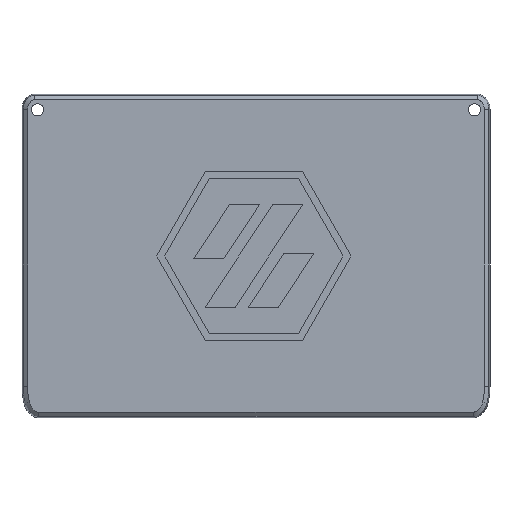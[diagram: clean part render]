
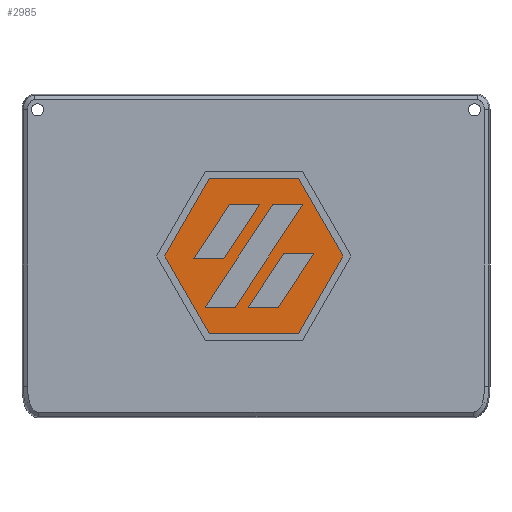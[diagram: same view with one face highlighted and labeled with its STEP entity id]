
A CAD part, left-side view. The second image highlights one B-rep face of the part: STEP entity #2985.
In plain terms, the highlighted planar face has unit normal (-1, 0, 0).
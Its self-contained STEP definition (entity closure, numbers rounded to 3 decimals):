
#209=FACE_BOUND('',#397,.T.);
#210=FACE_BOUND('',#398,.T.);
#211=FACE_BOUND('',#399,.T.);
#219=FACE_OUTER_BOUND('',#396,.T.);
#396=EDGE_LOOP('',(#1974,#1975,#1976,#1977,#1978,#1979));
#397=EDGE_LOOP('',(#1980,#1981,#1982,#1983));
#398=EDGE_LOOP('',(#1984,#1985,#1986,#1987));
#399=EDGE_LOOP('',(#1988,#1989,#1990,#1991));
#583=LINE('',#4227,#911);
#584=LINE('',#4229,#912);
#585=LINE('',#4231,#913);
#586=LINE('',#4233,#914);
#587=LINE('',#4235,#915);
#588=LINE('',#4236,#916);
#589=LINE('',#4239,#917);
#590=LINE('',#4241,#918);
#591=LINE('',#4243,#919);
#592=LINE('',#4244,#920);
#593=LINE('',#4247,#921);
#594=LINE('',#4249,#922);
#595=LINE('',#4251,#923);
#596=LINE('',#4252,#924);
#597=LINE('',#4255,#925);
#598=LINE('',#4257,#926);
#599=LINE('',#4259,#927);
#600=LINE('',#4260,#928);
#911=VECTOR('',#3419,1000.);
#912=VECTOR('',#3420,1000.);
#913=VECTOR('',#3421,1000.);
#914=VECTOR('',#3422,1000.);
#915=VECTOR('',#3423,1000.);
#916=VECTOR('',#3424,1000.);
#917=VECTOR('',#3425,1000.);
#918=VECTOR('',#3426,1000.);
#919=VECTOR('',#3427,1000.);
#920=VECTOR('',#3428,1000.);
#921=VECTOR('',#3429,1000.);
#922=VECTOR('',#3430,1000.);
#923=VECTOR('',#3431,1000.);
#924=VECTOR('',#3432,1000.);
#925=VECTOR('',#3433,1000.);
#926=VECTOR('',#3434,1000.);
#927=VECTOR('',#3435,1000.);
#928=VECTOR('',#3436,1000.);
#1239=VERTEX_POINT('',#4225);
#1240=VERTEX_POINT('',#4226);
#1241=VERTEX_POINT('',#4228);
#1242=VERTEX_POINT('',#4230);
#1243=VERTEX_POINT('',#4232);
#1244=VERTEX_POINT('',#4234);
#1245=VERTEX_POINT('',#4237);
#1246=VERTEX_POINT('',#4238);
#1247=VERTEX_POINT('',#4240);
#1248=VERTEX_POINT('',#4242);
#1249=VERTEX_POINT('',#4245);
#1250=VERTEX_POINT('',#4246);
#1251=VERTEX_POINT('',#4248);
#1252=VERTEX_POINT('',#4250);
#1253=VERTEX_POINT('',#4253);
#1254=VERTEX_POINT('',#4254);
#1255=VERTEX_POINT('',#4256);
#1256=VERTEX_POINT('',#4258);
#1522=EDGE_CURVE('',#1239,#1240,#583,.T.);
#1523=EDGE_CURVE('',#1240,#1241,#584,.T.);
#1524=EDGE_CURVE('',#1241,#1242,#585,.T.);
#1525=EDGE_CURVE('',#1242,#1243,#586,.T.);
#1526=EDGE_CURVE('',#1243,#1244,#587,.T.);
#1527=EDGE_CURVE('',#1244,#1239,#588,.T.);
#1528=EDGE_CURVE('',#1245,#1246,#589,.T.);
#1529=EDGE_CURVE('',#1247,#1245,#590,.T.);
#1530=EDGE_CURVE('',#1248,#1247,#591,.T.);
#1531=EDGE_CURVE('',#1246,#1248,#592,.T.);
#1532=EDGE_CURVE('',#1249,#1250,#593,.T.);
#1533=EDGE_CURVE('',#1251,#1249,#594,.T.);
#1534=EDGE_CURVE('',#1252,#1251,#595,.T.);
#1535=EDGE_CURVE('',#1250,#1252,#596,.T.);
#1536=EDGE_CURVE('',#1253,#1254,#597,.T.);
#1537=EDGE_CURVE('',#1255,#1253,#598,.T.);
#1538=EDGE_CURVE('',#1256,#1255,#599,.T.);
#1539=EDGE_CURVE('',#1254,#1256,#600,.T.);
#1974=ORIENTED_EDGE('',*,*,#1522,.T.);
#1975=ORIENTED_EDGE('',*,*,#1523,.T.);
#1976=ORIENTED_EDGE('',*,*,#1524,.T.);
#1977=ORIENTED_EDGE('',*,*,#1525,.T.);
#1978=ORIENTED_EDGE('',*,*,#1526,.T.);
#1979=ORIENTED_EDGE('',*,*,#1527,.T.);
#1980=ORIENTED_EDGE('',*,*,#1528,.F.);
#1981=ORIENTED_EDGE('',*,*,#1529,.F.);
#1982=ORIENTED_EDGE('',*,*,#1530,.F.);
#1983=ORIENTED_EDGE('',*,*,#1531,.F.);
#1984=ORIENTED_EDGE('',*,*,#1532,.F.);
#1985=ORIENTED_EDGE('',*,*,#1533,.F.);
#1986=ORIENTED_EDGE('',*,*,#1534,.F.);
#1987=ORIENTED_EDGE('',*,*,#1535,.F.);
#1988=ORIENTED_EDGE('',*,*,#1536,.F.);
#1989=ORIENTED_EDGE('',*,*,#1537,.F.);
#1990=ORIENTED_EDGE('',*,*,#1538,.F.);
#1991=ORIENTED_EDGE('',*,*,#1539,.F.);
#2878=PLANE('',#3176);
#2985=ADVANCED_FACE('',(#219,#209,#210,#211),#2878,.T.);
#3176=AXIS2_PLACEMENT_3D('',#4224,#3417,#3418);
#3417=DIRECTION('center_axis',(-1.,0.,0.));
#3418=DIRECTION('ref_axis',(0.,0.,1.));
#3419=DIRECTION('',(0.,-0.5,0.866));
#3420=DIRECTION('',(0.,0.5,0.866));
#3421=DIRECTION('',(0.,1.,0.));
#3422=DIRECTION('',(0.,0.5,-0.866));
#3423=DIRECTION('',(0.,-0.5,-0.866));
#3424=DIRECTION('',(0.,-1.,0.));
#3425=DIRECTION('',(0.,-1.,0.));
#3426=DIRECTION('',(0.,0.549,-0.836));
#3427=DIRECTION('',(0.,1.,0.));
#3428=DIRECTION('',(0.,-0.549,0.836));
#3429=DIRECTION('',(0.,-1.,0.));
#3430=DIRECTION('',(0.,0.549,-0.836));
#3431=DIRECTION('',(0.,1.,0.));
#3432=DIRECTION('',(0.,-0.549,0.836));
#3433=DIRECTION('',(0.,-0.549,0.836));
#3434=DIRECTION('',(0.,-1.,0.));
#3435=DIRECTION('',(0.,0.549,-0.836));
#3436=DIRECTION('',(0.,1.,0.));
#4224=CARTESIAN_POINT('Origin',(50.035,123.8,69.412));
#4225=CARTESIAN_POINT('',(50.035,47.778,5.017));
#4226=CARTESIAN_POINT('',(50.035,34.947,27.24));
#4227=CARTESIAN_POINT('',(50.035,48.355,4.017));
#4228=CARTESIAN_POINT('',(50.035,47.778,49.463));
#4229=CARTESIAN_POINT('',(50.035,34.37,26.24));
#4230=CARTESIAN_POINT('',(50.035,73.439,49.463));
#4231=CARTESIAN_POINT('',(50.035,46.623,49.463));
#4232=CARTESIAN_POINT('',(50.035,86.27,27.24));
#4233=CARTESIAN_POINT('',(50.035,72.862,50.463));
#4234=CARTESIAN_POINT('',(50.035,73.439,5.017));
#4235=CARTESIAN_POINT('',(50.035,86.847,28.24));
#4236=CARTESIAN_POINT('',(50.035,74.594,5.017));
#4237=CARTESIAN_POINT('',(50.035,62.261,12.416));
#4238=CARTESIAN_POINT('',(50.035,53.608,12.416));
#4239=CARTESIAN_POINT('',(50.035,62.261,12.416));
#4240=CARTESIAN_POINT('',(50.035,51.993,28.039));
#4241=CARTESIAN_POINT('',(50.035,51.993,28.039));
#4242=CARTESIAN_POINT('',(50.035,43.338,28.039));
#4243=CARTESIAN_POINT('',(50.035,43.338,28.039));
#4244=CARTESIAN_POINT('',(50.035,53.608,12.416));
#4245=CARTESIAN_POINT('',(50.035,77.88,26.439));
#4246=CARTESIAN_POINT('',(50.035,69.226,26.439));
#4247=CARTESIAN_POINT('',(50.035,77.88,26.439));
#4248=CARTESIAN_POINT('',(50.035,67.61,42.064));
#4249=CARTESIAN_POINT('',(50.035,67.61,42.064));
#4250=CARTESIAN_POINT('',(50.035,58.955,42.064));
#4251=CARTESIAN_POINT('',(50.035,58.955,42.064));
#4252=CARTESIAN_POINT('',(50.035,69.226,26.439));
#4253=CARTESIAN_POINT('',(50.035,66.026,12.416));
#4254=CARTESIAN_POINT('',(50.035,46.537,42.064));
#4255=CARTESIAN_POINT('',(50.035,66.026,12.416));
#4256=CARTESIAN_POINT('',(50.035,74.68,12.416));
#4257=CARTESIAN_POINT('',(50.035,74.68,12.416));
#4258=CARTESIAN_POINT('',(50.035,55.19,42.064));
#4259=CARTESIAN_POINT('',(50.035,55.19,42.064));
#4260=CARTESIAN_POINT('',(50.035,46.537,42.064));
